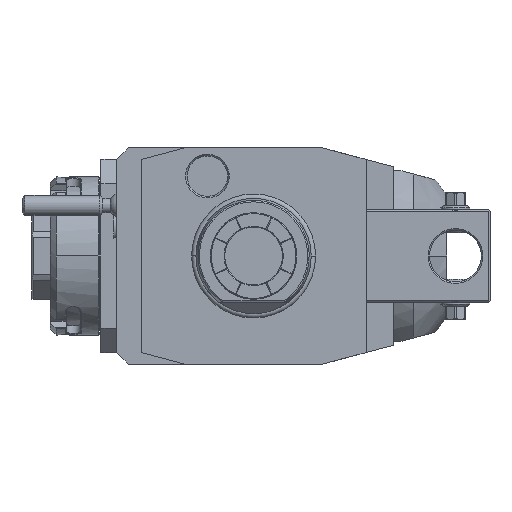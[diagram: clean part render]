
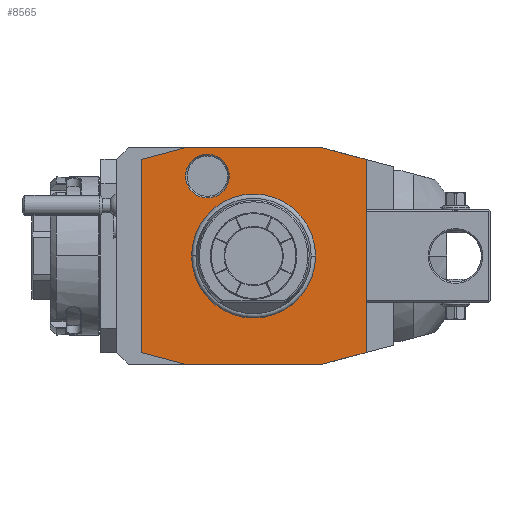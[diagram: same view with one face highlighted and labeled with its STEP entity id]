
A CAD part, front view. The second image highlights one B-rep face of the part: STEP entity #8565.
In plain terms, the highlighted planar face has unit normal (0, -1, 0).
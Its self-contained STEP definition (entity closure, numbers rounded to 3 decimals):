
#1=DIRECTION('',(-1.,0.,0.));
#2=VECTOR('',#1,48.);
#3=CARTESIAN_POINT('',(24.,0.,37.5));
#4=LINE('',#3,#2);
#5=DIRECTION('',(-0.966,0.,0.259));
#6=VECTOR('',#5,15.529);
#7=CARTESIAN_POINT('',(39.,0.,33.481));
#8=LINE('',#7,#6);
#9=DIRECTION('',(0.,0.,1.));
#10=VECTOR('',#9,66.962);
#11=CARTESIAN_POINT('',(39.,0.,-33.481));
#12=LINE('',#11,#10);
#13=DIRECTION('',(0.966,0.,0.259));
#14=VECTOR('',#13,15.529);
#15=CARTESIAN_POINT('',(24.,0.,-37.5));
#16=LINE('',#15,#14);
#17=DIRECTION('',(1.,0.,0.));
#18=VECTOR('',#17,48.);
#19=CARTESIAN_POINT('',(-24.,0.,-37.5));
#20=LINE('',#19,#18);
#21=DIRECTION('',(0.966,0.,-0.259));
#22=VECTOR('',#21,15.529);
#23=CARTESIAN_POINT('',(-39.,0.,-33.481));
#24=LINE('',#23,#22);
#25=DIRECTION('',(0.,0.,-1.));
#26=VECTOR('',#25,66.962);
#27=CARTESIAN_POINT('',(-39.,0.,33.481));
#28=LINE('',#27,#26);
#29=DIRECTION('',(-0.966,0.,-0.259));
#30=VECTOR('',#29,15.529);
#31=CARTESIAN_POINT('',(-24.,0.,37.5));
#32=LINE('',#31,#30);
#33=CARTESIAN_POINT('',(-16.,0.,27.713));
#34=DIRECTION('',(0.,1.,0.));
#35=DIRECTION('',(1.,0.,0.));
#36=AXIS2_PLACEMENT_3D('',#33,#34,#35);
#38=CARTESIAN_POINT('',(-16.,0.,27.713));
#39=DIRECTION('',(0.,1.,0.));
#40=DIRECTION('',(-1.,0.,0.));
#41=AXIS2_PLACEMENT_3D('',#38,#39,#40);
#5326=CARTESIAN_POINT('',(0.,0.,0.));
#5327=DIRECTION('',(0.,1.,0.));
#5328=DIRECTION('',(-1.,0.,0.));
#5329=AXIS2_PLACEMENT_3D('',#5326,#5327,#5328);
#5331=CARTESIAN_POINT('',(0.,0.,0.));
#5332=DIRECTION('',(0.,1.,0.));
#5333=DIRECTION('',(1.,0.,0.));
#5334=AXIS2_PLACEMENT_3D('',#5331,#5332,#5333);
#7517=CARTESIAN_POINT('',(-8.423,0.,27.713));
#7518=CARTESIAN_POINT('',(-23.577,0.,27.713));
#7519=VERTEX_POINT('',#7517);
#7520=VERTEX_POINT('',#7518);
#8332=CARTESIAN_POINT('',(24.,0.,37.5));
#8333=CARTESIAN_POINT('',(-24.,0.,37.5));
#8334=VERTEX_POINT('',#8332);
#8335=VERTEX_POINT('',#8333);
#8336=CARTESIAN_POINT('',(39.,0.,-33.481));
#8337=CARTESIAN_POINT('',(39.,0.,33.481));
#8338=VERTEX_POINT('',#8336);
#8339=VERTEX_POINT('',#8337);
#8340=CARTESIAN_POINT('',(-39.,0.,-33.481));
#8341=CARTESIAN_POINT('',(-24.,0.,-37.5));
#8342=VERTEX_POINT('',#8340);
#8343=VERTEX_POINT('',#8341);
#8344=CARTESIAN_POINT('',(-39.,0.,33.481));
#8345=VERTEX_POINT('',#8344);
#8370=CARTESIAN_POINT('',(24.,0.,-37.5));
#8371=VERTEX_POINT('',#8370);
#8412=CARTESIAN_POINT('',(-21.137,0.,0.));
#8413=CARTESIAN_POINT('',(21.137,0.,0.));
#8414=VERTEX_POINT('',#8412);
#8415=VERTEX_POINT('',#8413);
#8530=CARTESIAN_POINT('',(0.,0.,0.));
#8531=DIRECTION('',(0.,-1.,0.));
#8532=DIRECTION('',(-1.,0.,0.));
#8533=AXIS2_PLACEMENT_3D('',#8530,#8531,#8532);
#8534=PLANE('',#8533);
#8536=ORIENTED_EDGE('',*,*,#8535,.F.);
#8538=ORIENTED_EDGE('',*,*,#8537,.F.);
#8540=ORIENTED_EDGE('',*,*,#8539,.F.);
#8542=ORIENTED_EDGE('',*,*,#8541,.F.);
#8544=ORIENTED_EDGE('',*,*,#8543,.F.);
#8546=ORIENTED_EDGE('',*,*,#8545,.F.);
#8548=ORIENTED_EDGE('',*,*,#8547,.F.);
#8550=ORIENTED_EDGE('',*,*,#8549,.F.);
#8551=EDGE_LOOP('',(#8536,#8538,#8540,#8542,#8544,#8546,#8548,#8550));
#8552=FACE_OUTER_BOUND('',#8551,.F.);
#8554=ORIENTED_EDGE('',*,*,#8553,.F.);
#8556=ORIENTED_EDGE('',*,*,#8555,.F.);
#8557=EDGE_LOOP('',(#8554,#8556));
#8558=FACE_BOUND('',#8557,.F.);
#8560=ORIENTED_EDGE('',*,*,#8559,.F.);
#8562=ORIENTED_EDGE('',*,*,#8561,.F.);
#8563=EDGE_LOOP('',(#8560,#8562));
#8564=FACE_BOUND('',#8563,.F.);
#37=CIRCLE('',#36,7.577);
#42=CIRCLE('',#41,7.577);
#5330=CIRCLE('',#5329,21.137);
#5335=CIRCLE('',#5334,21.137);
#8535=EDGE_CURVE('',#8334,#8335,#4,.T.);
#8537=EDGE_CURVE('',#8339,#8334,#8,.T.);
#8539=EDGE_CURVE('',#8338,#8339,#12,.T.);
#8541=EDGE_CURVE('',#8371,#8338,#16,.T.);
#8543=EDGE_CURVE('',#8343,#8371,#20,.T.);
#8545=EDGE_CURVE('',#8342,#8343,#24,.T.);
#8547=EDGE_CURVE('',#8345,#8342,#28,.T.);
#8549=EDGE_CURVE('',#8335,#8345,#32,.T.);
#8553=EDGE_CURVE('',#8414,#8415,#5330,.T.);
#8555=EDGE_CURVE('',#8415,#8414,#5335,.T.);
#8559=EDGE_CURVE('',#7519,#7520,#37,.T.);
#8561=EDGE_CURVE('',#7520,#7519,#42,.T.);
#8565=ADVANCED_FACE('',(#8552,#8558,#8564),#8534,.T.);
